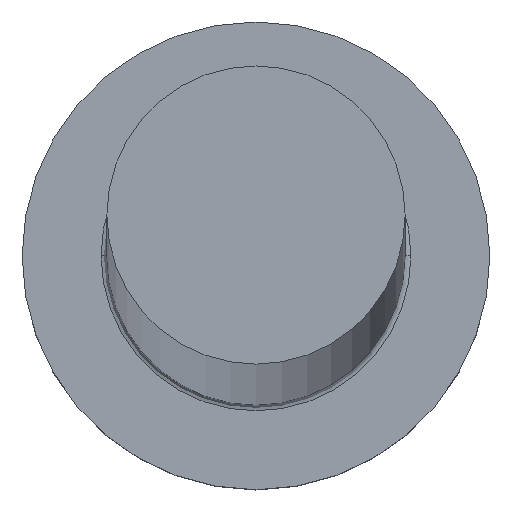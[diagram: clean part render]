
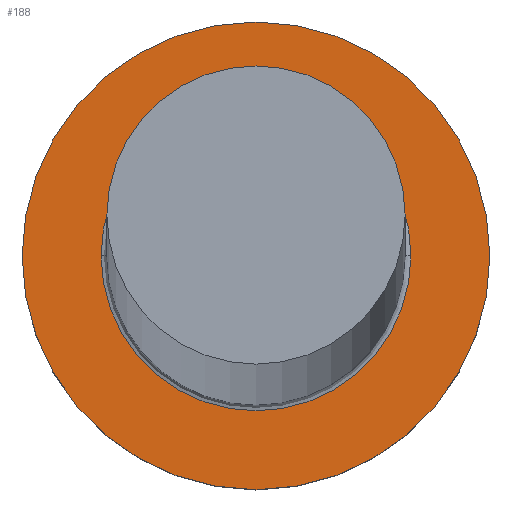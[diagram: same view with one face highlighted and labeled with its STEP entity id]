
A CAD part, top view. The second image highlights one B-rep face of the part: STEP entity #188.
In plain terms, the highlighted planar face has unit normal (0, 0, 1).
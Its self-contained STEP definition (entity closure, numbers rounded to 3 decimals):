
#4 = ORIENTED_EDGE ( 'NONE', *, *, #237, .T. ) ;
#16 = VERTEX_POINT ( 'NONE', #121 ) ;
#25 = CIRCLE ( 'NONE', #58, 5.3 ) ;
#32 = PLANE ( 'NONE',  #45 ) ;
#34 = CIRCLE ( 'NONE', #122, 8. ) ;
#39 = DIRECTION ( 'NONE',  ( 0., 0., 1. ) ) ;
#45 = AXIS2_PLACEMENT_3D ( 'NONE', #120, #39, #72 ) ;
#50 = CARTESIAN_POINT ( 'NONE',  ( 8., 0., 5. ) ) ;
#52 = DIRECTION ( 'NONE',  ( 0., 0., -1. ) ) ;
#53 = CARTESIAN_POINT ( 'NONE',  ( 0., 0., 5. ) ) ;
#56 = CARTESIAN_POINT ( 'NONE',  ( -8., 0., 5. ) ) ;
#58 = AXIS2_PLACEMENT_3D ( 'NONE', #280, #65, #283 ) ;
#65 = DIRECTION ( 'NONE',  ( 0., 0., -1. ) ) ;
#72 = DIRECTION ( 'NONE',  ( 1., 0., 0. ) ) ;
#74 = EDGE_CURVE ( 'NONE', #243, #134, #271, .T. ) ;
#76 = DIRECTION ( 'NONE',  ( 0., 0., 1. ) ) ;
#83 = CARTESIAN_POINT ( 'NONE',  ( 0., 0., 5. ) ) ;
#120 = CARTESIAN_POINT ( 'NONE',  ( 0., 0., 5. ) ) ;
#121 = CARTESIAN_POINT ( 'NONE',  ( 5.3, 0., 5. ) ) ;
#122 = AXIS2_PLACEMENT_3D ( 'NONE', #83, #225, #215 ) ;
#134 = VERTEX_POINT ( 'NONE', #50 ) ;
#135 = AXIS2_PLACEMENT_3D ( 'NONE', #53, #76, #169 ) ;
#138 = CIRCLE ( 'NONE', #181, 5.3 ) ;
#151 = FACE_BOUND ( 'NONE', #263, .T. ) ;
#169 = DIRECTION ( 'NONE',  ( 1., 0., 0. ) ) ;
#181 = AXIS2_PLACEMENT_3D ( 'NONE', #265, #52, #219 ) ;
#188 = ADVANCED_FACE ( 'NONE', ( #151, #248 ), #32, .T. ) ;
#191 = EDGE_CURVE ( 'NONE', #134, #243, #34, .T. ) ;
#194 = ORIENTED_EDGE ( 'NONE', *, *, #284, .T. ) ;
#210 = EDGE_LOOP ( 'NONE', ( #238, #269 ) ) ;
#215 = DIRECTION ( 'NONE',  ( 1., 0., 0. ) ) ;
#219 = DIRECTION ( 'NONE',  ( 1., 0., 0. ) ) ;
#220 = VERTEX_POINT ( 'NONE', #262 ) ;
#225 = DIRECTION ( 'NONE',  ( 0., 0., 1. ) ) ;
#237 = EDGE_CURVE ( 'NONE', #16, #220, #138, .T. ) ;
#238 = ORIENTED_EDGE ( 'NONE', *, *, #74, .T. ) ;
#243 = VERTEX_POINT ( 'NONE', #56 ) ;
#248 = FACE_OUTER_BOUND ( 'NONE', #210, .T. ) ;
#262 = CARTESIAN_POINT ( 'NONE',  ( -5.3, 0., 5. ) ) ;
#263 = EDGE_LOOP ( 'NONE', ( #4, #194 ) ) ;
#265 = CARTESIAN_POINT ( 'NONE',  ( 0., 0., 5. ) ) ;
#269 = ORIENTED_EDGE ( 'NONE', *, *, #191, .T. ) ;
#271 = CIRCLE ( 'NONE', #135, 8. ) ;
#280 = CARTESIAN_POINT ( 'NONE',  ( 0., 0., 5. ) ) ;
#283 = DIRECTION ( 'NONE',  ( 1., 0., 0. ) ) ;
#284 = EDGE_CURVE ( 'NONE', #220, #16, #25, .T. ) ;
